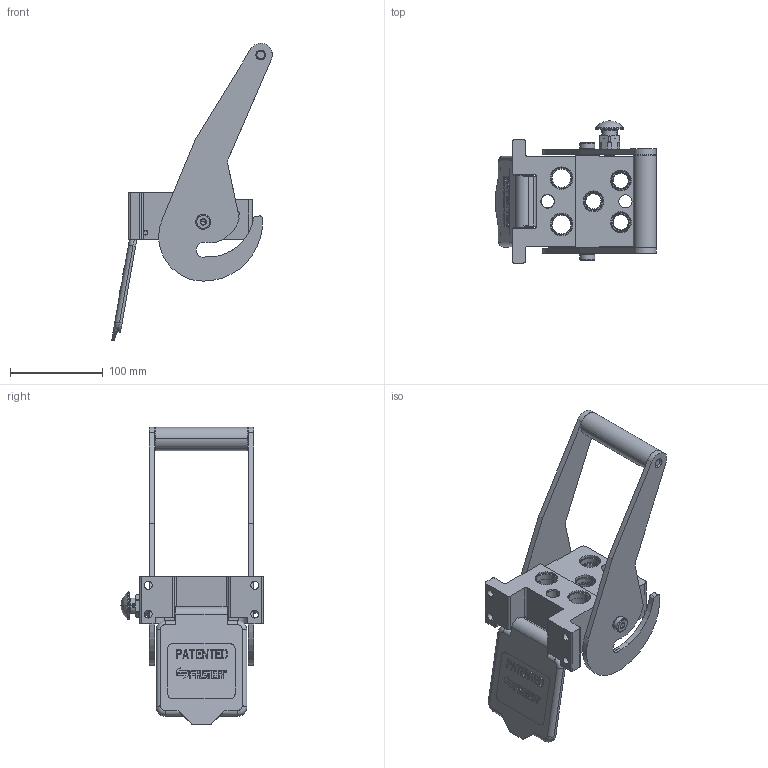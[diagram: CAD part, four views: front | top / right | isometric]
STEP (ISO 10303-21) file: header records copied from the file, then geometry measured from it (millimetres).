
FILE_DESCRIPTION (( 'STEP AP214' ), '1' );
FILE_NAME ('FASTER.step', '2018-09-13T15:05:20', ( '' ), ( '' ), 'SwSTEP 2.0', 'SolidWorks 2017', '' );
FILE_SCHEMA (( 'AUTOMOTIVE_DESIGN' ));
Length unit declared in the file: millimetre
Products named in the file (22): Copia di 4830_025_0000_001.prt^Copia di sicura_p5.asm_4830_024_0003_000; Copia di Copia di 0048_317_1000_000.prt^P5065_F_BASE; FASTER; Copia di 4830_024_0002_010.prt^4830_024_0003_000; 4830_024_0003_000; Copia di Copia di 4830_013_3000_020.prt^P5065_F_BASE; Copia di or1_5x7_m.prt^Copia di sicura_p5.asm_4830_024_0003_000; Copia di 4830_027_0000_002.prt^4830_024_0003_000; Copia di 4830_022_0000_001.prt^P5065_F_BASE; Copia di 4830_025_1000_000.prt^P5065_F_BASE; et011; P5065_F_BASE; Copia di 4830_001_0005_300.prt^P5065_F_BASE; Copia di 4810_001_0001_014.prt^P5065_F_BASE; Copia di 4830_001_0005_301.prt^P5065_F_BASE; Copia di 0048_042_0412_000.prt^Copia di sicura_p5.asm_4830_024_0003_000; Copia di sicura_p5.asm^4830_024_0003_000; Copia di 4830_070_0000_001.prt^P5065_F_BASE; Copia di 4830_025_2000_000.prt^4830_024_0003_000; Copia di 4830_024_0002_020.prt^4830_024_0003_000; Copia di 4820_001_0004_000.prt^P5065_F_BASE; Copia di 4830_020_2000_000.prt^P5065_F_BASE
Assembly tree (23 placements, depth 4):
  FASTER
    P5065_F_BASE
      Copia di 4830_020_2000_000.prt^P5065_F_BASE
      Copia di 4830_025_1000_000.prt^P5065_F_BASE
      Copia di 4830_022_0000_001.prt^P5065_F_BASE
      Copia di 4830_070_0000_001.prt^P5065_F_BASE
      Copia di Copia di 4830_013_3000_020.prt^P5065_F_BASE  x2
      Copia di 4810_001_0001_014.prt^P5065_F_BASE
      Copia di 4820_001_0004_000.prt^P5065_F_BASE
      Copia di 4830_001_0005_300.prt^P5065_F_BASE
      Copia di 4830_001_0005_301.prt^P5065_F_BASE
      Copia di Copia di 0048_317_1000_000.prt^P5065_F_BASE  x2
    4830_024_0003_000
      Copia di 4830_027_0000_002.prt^4830_024_0003_000
      Copia di 4830_024_0002_010.prt^4830_024_0003_000
      Copia di 4830_024_0002_020.prt^4830_024_0003_000
      Copia di sicura_p5.asm^4830_024_0003_000
        Copia di 4830_025_0000_001.prt^Copia di sicura_p5.asm_4830_024_0003_000
        Copia di or1_5x7_m.prt^Copia di sicura_p5.asm_4830_024_0003_000
        Copia di 0048_042_0412_000.prt^Copia di sicura_p5.asm_4830_024_0003_000
      Copia di 4830_025_2000_000.prt^4830_024_0003_000
    et011
Bounding box: 173.28 x 153.38 x 320.66 mm (x, y, z)
Volume: 200197.7 mm3; surface area: 208809.6 mm2
Topology: 14 solids, 33 shells, 2666 faces, 6926 edges, 4412 vertices
Faces by surface type: plane 1669, cylinder 503, bspline 179, cone 152, torus 132, sphere 31
Entity records: 126599 total; most frequent: CARTESIAN_POINT 40138, ORIENTED_EDGE 13454, DIRECTION 12254, EDGE_CURVE 6757, VECTOR 4966, LINE 4966, VERTEX_POINT 4335, AXIS2_PLACEMENT_3D 3644
